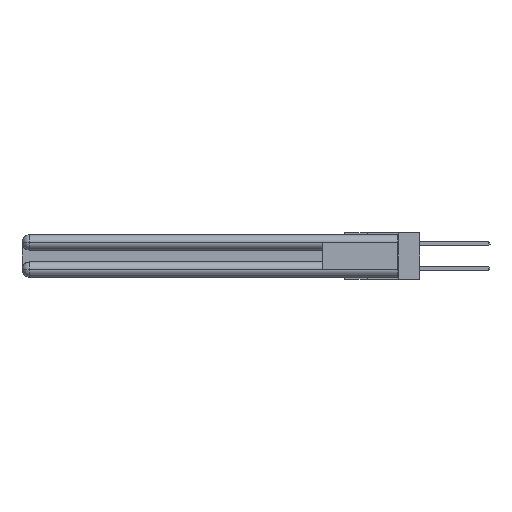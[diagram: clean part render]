
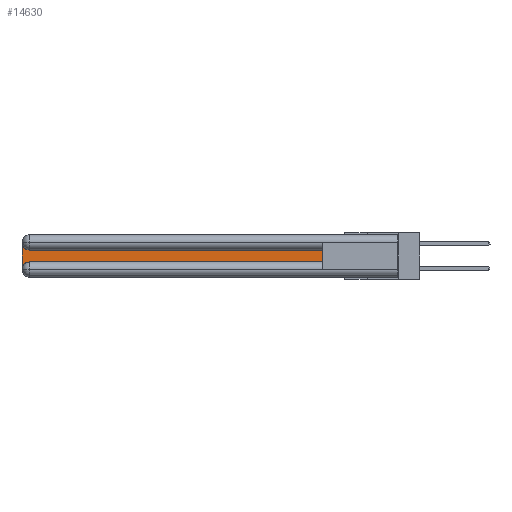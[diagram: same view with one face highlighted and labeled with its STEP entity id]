
A CAD part, left-side view. The second image highlights one B-rep face of the part: STEP entity #14630.
In plain terms, the highlighted planar face has unit normal (-1, 0, 0).
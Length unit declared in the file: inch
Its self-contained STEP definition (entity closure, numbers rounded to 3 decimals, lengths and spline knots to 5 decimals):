
#108 = EDGE_CURVE ( 'NONE', #29279, #15473, #1282, .T. ) ;
#621 = AXIS2_PLACEMENT_3D ( 'NONE', #24549, #29835, #9934 ) ;
#1282 = LINE ( 'NONE', #2794, #3135 ) ;
#1769 = CIRCLE ( 'NONE', #18599, 0.06 ) ;
#2222 = CARTESIAN_POINT ( 'NONE',  ( 0.075, 3., -0.0625 ) ) ;
#2342 = CARTESIAN_POINT ( 'NONE',  ( 0.075, 0.6, -0.2175 ) ) ;
#2794 = CARTESIAN_POINT ( 'NONE',  ( 0.075, 3., -0.2175 ) ) ;
#3135 = VECTOR ( 'NONE', #5839, 39.37008 ) ;
#3494 = CARTESIAN_POINT ( 'NONE',  ( 0.075, 2.94, -0.2175 ) ) ;
#4829 = VERTEX_POINT ( 'NONE', #3494 ) ;
#5382 = DIRECTION ( 'NONE',  ( 0., -1., 0. ) ) ;
#5640 = CIRCLE ( 'NONE', #621, 0.06 ) ;
#5839 = DIRECTION ( 'NONE',  ( 0., 0., -1. ) ) ;
#6063 = LINE ( 'NONE', #15864, #24770 ) ;
#6116 = ORIENTED_EDGE ( 'NONE', *, *, #108, .T. ) ;
#6630 = DIRECTION ( 'NONE',  ( 1., 0., 0. ) ) ;
#6946 = PLANE ( 'NONE',  #18773 ) ;
#7383 = EDGE_LOOP ( 'NONE', ( #23285, #10278, #6116, #25649, #25272, #30723 ) ) ;
#8471 = DIRECTION ( 'NONE',  ( 0., 0., 1. ) ) ;
#8703 = DIRECTION ( 'NONE',  ( 0., 1., 0. ) ) ;
#8706 = VERTEX_POINT ( 'NONE', #19941 ) ;
#8958 = DIRECTION ( 'NONE',  ( 0., 0., -1. ) ) ;
#9355 = FACE_OUTER_BOUND ( 'NONE', #7383, .T. ) ;
#9521 = DIRECTION ( 'NONE',  ( 0., 0., -1. ) ) ;
#9919 = VERTEX_POINT ( 'NONE', #27723 ) ;
#9934 = DIRECTION ( 'NONE',  ( 0., 0., -1. ) ) ;
#10278 = ORIENTED_EDGE ( 'NONE', *, *, #27630, .T. ) ;
#12198 = EDGE_CURVE ( 'NONE', #15473, #4829, #5640, .T. ) ;
#12358 = LINE ( 'NONE', #2342, #22278 ) ;
#14630 = ADVANCED_FACE ( 'NONE', ( #9355 ), #6946, .F. ) ;
#15473 = VERTEX_POINT ( 'NONE', #20484 ) ;
#15864 = CARTESIAN_POINT ( 'NONE',  ( 0.075, 0.6, -0.1225 ) ) ;
#18599 = AXIS2_PLACEMENT_3D ( 'NONE', #23578, #18869, #8958 ) ;
#18773 = AXIS2_PLACEMENT_3D ( 'NONE', #28893, #6630, #9521 ) ;
#18869 = DIRECTION ( 'NONE',  ( 1., 0., 0. ) ) ;
#19941 = CARTESIAN_POINT ( 'NONE',  ( 0.075, 0.6, -0.2175 ) ) ;
#20484 = CARTESIAN_POINT ( 'NONE',  ( 0.075, 3., -0.2775 ) ) ;
#21415 = EDGE_CURVE ( 'NONE', #8706, #31364, #12358, .T. ) ;
#22278 = VECTOR ( 'NONE', #8471, 39.37008 ) ;
#22791 = EDGE_CURVE ( 'NONE', #4829, #8706, #24070, .T. ) ;
#23285 = ORIENTED_EDGE ( 'NONE', *, *, #23974, .T. ) ;
#23578 = CARTESIAN_POINT ( 'NONE',  ( 0.075, 2.94, -0.0625 ) ) ;
#23974 = EDGE_CURVE ( 'NONE', #31364, #9919, #6063, .T. ) ;
#24070 = LINE ( 'NONE', #24800, #27130 ) ;
#24549 = CARTESIAN_POINT ( 'NONE',  ( 0.075, 2.94, -0.2775 ) ) ;
#24770 = VECTOR ( 'NONE', #8703, 39.37008 ) ;
#24800 = CARTESIAN_POINT ( 'NONE',  ( 0.075, 0.6, -0.2175 ) ) ;
#25272 = ORIENTED_EDGE ( 'NONE', *, *, #22791, .T. ) ;
#25649 = ORIENTED_EDGE ( 'NONE', *, *, #12198, .T. ) ;
#27130 = VECTOR ( 'NONE', #5382, 39.37008 ) ;
#27630 = EDGE_CURVE ( 'NONE', #9919, #29279, #1769, .T. ) ;
#27723 = CARTESIAN_POINT ( 'NONE',  ( 0.075, 2.94, -0.1225 ) ) ;
#28893 = CARTESIAN_POINT ( 'NONE',  ( 0.075, 3., -0.1225 ) ) ;
#29279 = VERTEX_POINT ( 'NONE', #2222 ) ;
#29765 = CARTESIAN_POINT ( 'NONE',  ( 0.075, 0.6, -0.1225 ) ) ;
#29835 = DIRECTION ( 'NONE',  ( 1., 0., 0. ) ) ;
#30723 = ORIENTED_EDGE ( 'NONE', *, *, #21415, .T. ) ;
#31364 = VERTEX_POINT ( 'NONE', #29765 ) ;
